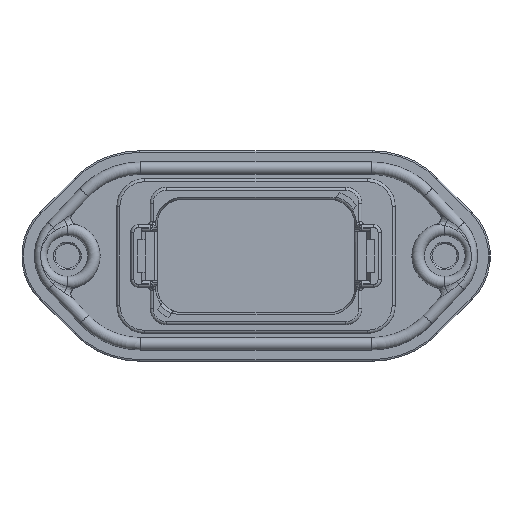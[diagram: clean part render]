
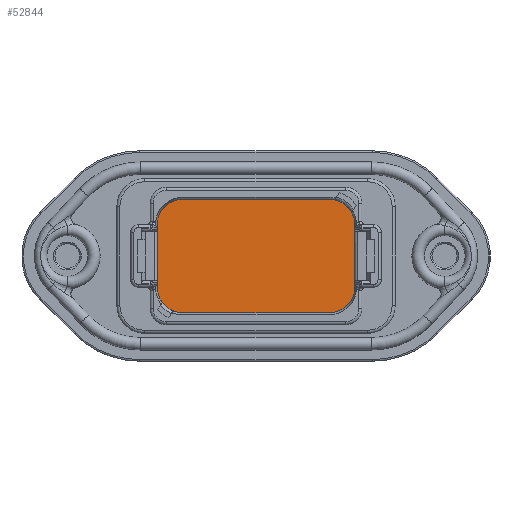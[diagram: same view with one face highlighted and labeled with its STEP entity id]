
A CAD part, front view. The second image highlights one B-rep face of the part: STEP entity #52844.
In plain terms, the highlighted planar face has unit normal (0, -1, 0).
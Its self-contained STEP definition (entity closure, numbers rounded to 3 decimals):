
#14596=CARTESIAN_POINT('',(-11.85,24.5,-5.1));
#14597=DIRECTION('',(0.,-1.,0.));
#14598=DIRECTION('',(-1.,0.,0.));
#14599=AXIS2_PLACEMENT_3D('',#14596,#14597,#14598);
#14601=DIRECTION('',(0.,0.,-1.));
#14602=VECTOR('',#14601,10.2);
#14603=CARTESIAN_POINT('',(-15.95,24.5,5.1));
#14604=LINE('',#14603,#14602);
#14605=CARTESIAN_POINT('',(-11.85,24.5,5.1));
#14606=DIRECTION('',(0.,-1.,0.));
#14607=DIRECTION('',(0.,0.,1.));
#14608=AXIS2_PLACEMENT_3D('',#14605,#14606,#14607);
#14610=DIRECTION('',(-1.,0.,0.));
#14611=VECTOR('',#14610,23.7);
#14612=CARTESIAN_POINT('',(11.85,24.5,9.2));
#14613=LINE('',#14612,#14611);
#14614=CARTESIAN_POINT('',(11.85,24.5,5.1));
#14615=DIRECTION('',(0.,-1.,0.));
#14616=DIRECTION('',(1.,0.,0.));
#14617=AXIS2_PLACEMENT_3D('',#14614,#14615,#14616);
#14619=DIRECTION('',(0.,0.,1.));
#14620=VECTOR('',#14619,10.2);
#14621=CARTESIAN_POINT('',(15.95,24.5,-5.1));
#14622=LINE('',#14621,#14620);
#14623=CARTESIAN_POINT('',(11.85,24.5,-5.1));
#14624=DIRECTION('',(0.,-1.,0.));
#14625=DIRECTION('',(0.,0.,-1.));
#14626=AXIS2_PLACEMENT_3D('',#14623,#14624,#14625);
#14628=DIRECTION('',(1.,0.,0.));
#14629=VECTOR('',#14628,23.7);
#14630=CARTESIAN_POINT('',(-11.85,24.5,-9.2));
#14631=LINE('',#14630,#14629);
#28231=CARTESIAN_POINT('',(-15.95,24.5,-5.1));
#28232=CARTESIAN_POINT('',(-11.85,24.5,-9.2));
#28233=VERTEX_POINT('',#28231);
#28234=VERTEX_POINT('',#28232);
#28235=CARTESIAN_POINT('',(11.85,24.5,-9.2));
#28236=CARTESIAN_POINT('',(15.95,24.5,-5.1));
#28237=VERTEX_POINT('',#28235);
#28238=VERTEX_POINT('',#28236);
#28239=CARTESIAN_POINT('',(15.95,24.5,5.1));
#28240=CARTESIAN_POINT('',(11.85,24.5,9.2));
#28241=VERTEX_POINT('',#28239);
#28242=VERTEX_POINT('',#28240);
#28243=CARTESIAN_POINT('',(-11.85,24.5,9.2));
#28244=CARTESIAN_POINT('',(-15.95,24.5,5.1));
#28245=VERTEX_POINT('',#28243);
#28246=VERTEX_POINT('',#28244);
#52824=CARTESIAN_POINT('',(0.,24.5,0.));
#52825=DIRECTION('',(0.,-1.,0.));
#52826=DIRECTION('',(-1.,0.,0.));
#52827=AXIS2_PLACEMENT_3D('',#52824,#52825,#52826);
#52828=PLANE('',#52827);
#52830=ORIENTED_EDGE('',*,*,#52829,.F.);
#52831=ORIENTED_EDGE('',*,*,#51637,.F.);
#52833=ORIENTED_EDGE('',*,*,#52832,.F.);
#52834=ORIENTED_EDGE('',*,*,#52817,.F.);
#52835=ORIENTED_EDGE('',*,*,#52691,.F.);
#52837=ORIENTED_EDGE('',*,*,#52836,.F.);
#52839=ORIENTED_EDGE('',*,*,#52838,.F.);
#52841=ORIENTED_EDGE('',*,*,#52840,.F.);
#52842=EDGE_LOOP('',(#52830,#52831,#52833,#52834,#52835,#52837,#52839,#52841));
#52843=FACE_OUTER_BOUND('',#52842,.F.);
#52844=ADVANCED_FACE('',(#52843),#52828,.T.);
#14600=CIRCLE('',#14599,4.1);
#14609=CIRCLE('',#14608,4.1);
#14618=CIRCLE('',#14617,4.1);
#14627=CIRCLE('',#14626,4.1);
#51637=EDGE_CURVE('',#28246,#28233,#14604,.T.);
#52691=EDGE_CURVE('',#28241,#28242,#14618,.T.);
#52817=EDGE_CURVE('',#28242,#28245,#14613,.T.);
#52829=EDGE_CURVE('',#28233,#28234,#14600,.T.);
#52832=EDGE_CURVE('',#28245,#28246,#14609,.T.);
#52836=EDGE_CURVE('',#28238,#28241,#14622,.T.);
#52838=EDGE_CURVE('',#28237,#28238,#14627,.T.);
#52840=EDGE_CURVE('',#28234,#28237,#14631,.T.);
